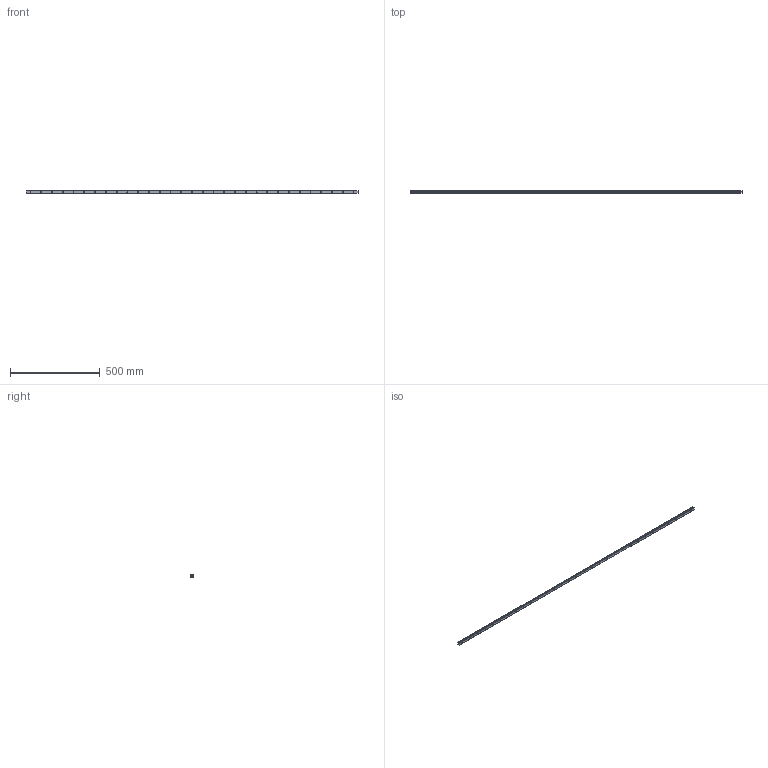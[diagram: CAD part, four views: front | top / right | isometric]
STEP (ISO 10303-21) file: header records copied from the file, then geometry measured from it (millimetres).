
FILE_DESCRIPTION (( 'STEP AP214' ), '1' );
FILE_NAME ('SHS15 1850L G25.STEP', '2021-05-25T13:27:17', ( '' ), ( '' ), 'SwSTEP 2.0', 'SolidWorks 2021', '' );
FILE_SCHEMA (( 'AUTOMOTIVE_DESIGN' ));
Length unit declared in the file: millimetre
Products named in the file (2): SHS15 1850L G25; _SHS15C185025 Track
Assembly tree (1 placements, depth 2):
  SHS15 1850L G25
    _SHS15C185025 Track
Bounding box: 1850 x 13 x 15 mm (x, y, z)
Volume: 299123.9 mm3; surface area: 111297 mm2
Topology: 1 solids, 1 shells, 200 faces, 501 edges, 334 vertices
Faces by surface type: cylinder 147, plane 53
Entity records: 6329 total; most frequent: DIRECTION 1203, CARTESIAN_POINT 1039, ORIENTED_EDGE 1002, EDGE_CURVE 501, AXIS2_PLACEMENT_3D 498, VERTEX_POINT 334, CIRCLE 294, EDGE_LOOP 293
